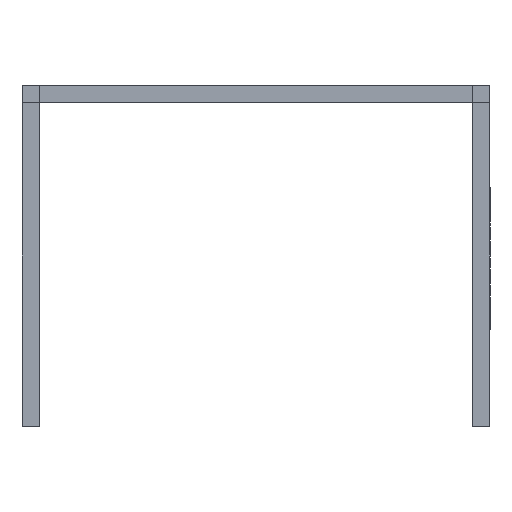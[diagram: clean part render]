
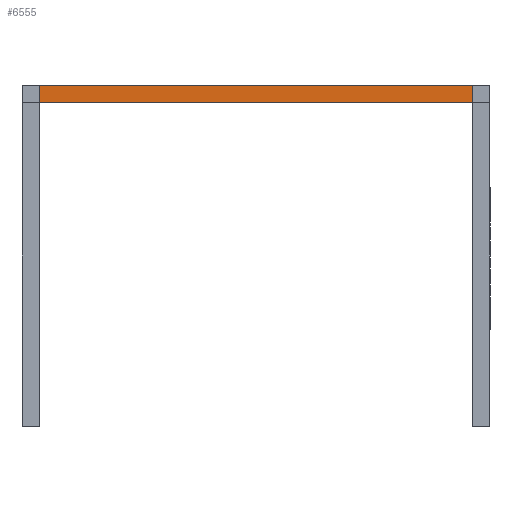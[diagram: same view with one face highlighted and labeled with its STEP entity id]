
A CAD part, front view. The second image highlights one B-rep face of the part: STEP entity #6555.
In plain terms, the highlighted planar face has unit normal (0, -1, 0).
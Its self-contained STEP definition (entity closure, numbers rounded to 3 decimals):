
#3117 = EDGE_CURVE ( 'NONE', #21038, #25914, #6553, .T. ) ;
#3443 = CARTESIAN_POINT ( 'NONE',  ( -27.5, -3000., -2. ) ) ;
#5534 = CARTESIAN_POINT ( 'NONE',  ( -25.5, -3000., 0. ) ) ;
#5570 = LINE ( 'NONE', #12192, #31445 ) ;
#6553 = LINE ( 'NONE', #38690, #40081 ) ;
#6555 = ADVANCED_FACE ( 'NONE', ( #10743 ), #29420, .T. ) ;
#6665 = DIRECTION ( 'NONE',  ( 1., 0., 0. ) ) ;
#7524 = CARTESIAN_POINT ( 'NONE',  ( 25.5, -3000., -2. ) ) ;
#8304 = VERTEX_POINT ( 'NONE', #36451 ) ;
#9405 = VECTOR ( 'NONE', #6665, 1000. ) ;
#9795 = LINE ( 'NONE', #19803, #33672 ) ;
#9969 = DIRECTION ( 'NONE',  ( 0., -1., 0. ) ) ;
#10572 = AXIS2_PLACEMENT_3D ( 'NONE', #26035, #9969, #32679 ) ;
#10743 = FACE_OUTER_BOUND ( 'NONE', #20445, .T. ) ;
#12192 = CARTESIAN_POINT ( 'NONE',  ( 25.5, -3000., -2. ) ) ;
#17232 = ORIENTED_EDGE ( 'NONE', *, *, #26968, .T. ) ;
#18463 = ORIENTED_EDGE ( 'NONE', *, *, #25133, .F. ) ;
#19063 = LINE ( 'NONE', #3443, #9405 ) ;
#19803 = CARTESIAN_POINT ( 'NONE',  ( -25.5, -3000., -2. ) ) ;
#20445 = EDGE_LOOP ( 'NONE', ( #18463, #36391, #17232, #24330 ) ) ;
#20819 = VERTEX_POINT ( 'NONE', #7524 ) ;
#21038 = VERTEX_POINT ( 'NONE', #5534 ) ;
#22670 = DIRECTION ( 'NONE',  ( 1., 0., 0. ) ) ;
#24330 = ORIENTED_EDGE ( 'NONE', *, *, #3117, .F. ) ;
#25133 = EDGE_CURVE ( 'NONE', #8304, #21038, #9795, .T. ) ;
#25914 = VERTEX_POINT ( 'NONE', #37769 ) ;
#26035 = CARTESIAN_POINT ( 'NONE',  ( -25.5, -3000., -2. ) ) ;
#26968 = EDGE_CURVE ( 'NONE', #20819, #25914, #5570, .T. ) ;
#29420 = PLANE ( 'NONE',  #10572 ) ;
#31445 = VECTOR ( 'NONE', #34922, 1000. ) ;
#32679 = DIRECTION ( 'NONE',  ( 0., 0., -1. ) ) ;
#33672 = VECTOR ( 'NONE', #35986, 1000. ) ;
#34922 = DIRECTION ( 'NONE',  ( 0., 0., 1. ) ) ;
#35986 = DIRECTION ( 'NONE',  ( 0., 0., 1. ) ) ;
#36391 = ORIENTED_EDGE ( 'NONE', *, *, #41014, .T. ) ;
#36451 = CARTESIAN_POINT ( 'NONE',  ( -25.5, -3000., -2. ) ) ;
#37769 = CARTESIAN_POINT ( 'NONE',  ( 25.5, -3000., 0. ) ) ;
#38690 = CARTESIAN_POINT ( 'NONE',  ( -27.5, -3000., 0. ) ) ;
#40081 = VECTOR ( 'NONE', #22670, 1000. ) ;
#41014 = EDGE_CURVE ( 'NONE', #8304, #20819, #19063, .T. ) ;
